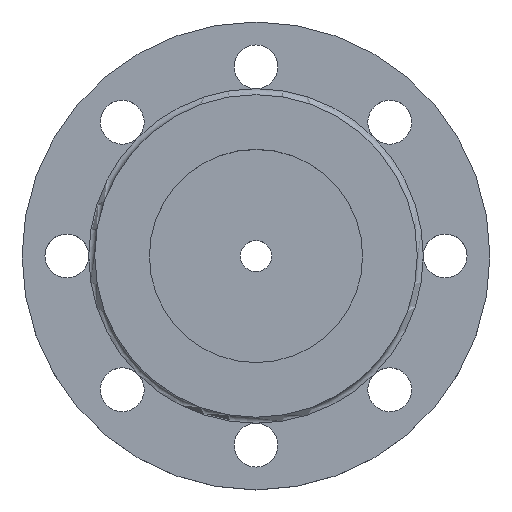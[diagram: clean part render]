
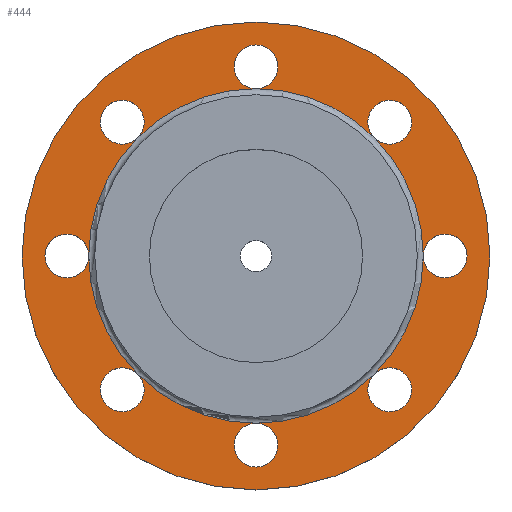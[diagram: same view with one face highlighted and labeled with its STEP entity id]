
A CAD part, top view. The second image highlights one B-rep face of the part: STEP entity #444.
In plain terms, the highlighted planar face has unit normal (0, 0, 1).
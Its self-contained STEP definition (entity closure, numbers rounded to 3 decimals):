
#71=FACE_BOUND('',#117,.T.);
#85=PLANE('',#494);
#92=FACE_OUTER_BOUND('',#116,.T.);
#116=EDGE_LOOP('',(#320));
#117=EDGE_LOOP('',(#321,#322,#323,#324,#325,#326,#327,#328,#329,#330,#331,
#332,#333,#334,#335,#336,#337,#338,#339,#340,#341,#342,#343,#344));
#155=CIRCLE('',#486,84.);
#156=CIRCLE('',#487,84.);
#157=CIRCLE('',#488,84.);
#158=CIRCLE('',#489,84.);
#159=CIRCLE('',#490,84.);
#160=CIRCLE('',#491,84.);
#161=CIRCLE('',#492,84.);
#162=CIRCLE('',#493,84.);
#163=CIRCLE('',#495,117.5);
#164=CIRCLE('',#496,11.);
#165=CIRCLE('',#497,11.);
#166=CIRCLE('',#498,11.);
#167=CIRCLE('',#499,11.);
#168=CIRCLE('',#500,11.);
#169=CIRCLE('',#501,11.);
#170=CIRCLE('',#502,11.);
#171=CIRCLE('',#503,11.);
#172=CIRCLE('',#504,11.);
#173=CIRCLE('',#505,11.);
#174=CIRCLE('',#506,11.);
#175=CIRCLE('',#507,11.);
#176=CIRCLE('',#508,11.);
#177=CIRCLE('',#509,11.);
#178=CIRCLE('',#510,11.);
#179=CIRCLE('',#511,11.);
#204=VERTEX_POINT('',#733);
#205=VERTEX_POINT('',#735);
#206=VERTEX_POINT('',#737);
#207=VERTEX_POINT('',#739);
#208=VERTEX_POINT('',#741);
#209=VERTEX_POINT('',#743);
#210=VERTEX_POINT('',#745);
#211=VERTEX_POINT('',#747);
#212=VERTEX_POINT('',#751);
#213=VERTEX_POINT('',#753);
#214=VERTEX_POINT('',#756);
#215=VERTEX_POINT('',#759);
#216=VERTEX_POINT('',#762);
#217=VERTEX_POINT('',#765);
#218=VERTEX_POINT('',#768);
#219=VERTEX_POINT('',#771);
#220=VERTEX_POINT('',#774);
#245=EDGE_CURVE('',#204,#205,#155,.T.);
#246=EDGE_CURVE('',#205,#206,#156,.T.);
#247=EDGE_CURVE('',#206,#207,#157,.T.);
#248=EDGE_CURVE('',#207,#208,#158,.T.);
#249=EDGE_CURVE('',#208,#209,#159,.T.);
#250=EDGE_CURVE('',#209,#210,#160,.T.);
#251=EDGE_CURVE('',#210,#211,#161,.T.);
#252=EDGE_CURVE('',#211,#204,#162,.T.);
#253=EDGE_CURVE('',#212,#212,#163,.T.);
#254=EDGE_CURVE('',#204,#213,#164,.T.);
#255=EDGE_CURVE('',#213,#204,#165,.T.);
#256=EDGE_CURVE('',#211,#214,#166,.T.);
#257=EDGE_CURVE('',#214,#211,#167,.T.);
#258=EDGE_CURVE('',#210,#215,#168,.T.);
#259=EDGE_CURVE('',#215,#210,#169,.T.);
#260=EDGE_CURVE('',#209,#216,#170,.T.);
#261=EDGE_CURVE('',#216,#209,#171,.T.);
#262=EDGE_CURVE('',#208,#217,#172,.T.);
#263=EDGE_CURVE('',#217,#208,#173,.T.);
#264=EDGE_CURVE('',#207,#218,#174,.T.);
#265=EDGE_CURVE('',#218,#207,#175,.T.);
#266=EDGE_CURVE('',#206,#219,#176,.T.);
#267=EDGE_CURVE('',#219,#206,#177,.T.);
#268=EDGE_CURVE('',#205,#220,#178,.T.);
#269=EDGE_CURVE('',#220,#205,#179,.T.);
#320=ORIENTED_EDGE('',*,*,#253,.F.);
#321=ORIENTED_EDGE('',*,*,#254,.T.);
#322=ORIENTED_EDGE('',*,*,#255,.T.);
#323=ORIENTED_EDGE('',*,*,#252,.F.);
#324=ORIENTED_EDGE('',*,*,#256,.T.);
#325=ORIENTED_EDGE('',*,*,#257,.T.);
#326=ORIENTED_EDGE('',*,*,#251,.F.);
#327=ORIENTED_EDGE('',*,*,#258,.T.);
#328=ORIENTED_EDGE('',*,*,#259,.T.);
#329=ORIENTED_EDGE('',*,*,#250,.F.);
#330=ORIENTED_EDGE('',*,*,#260,.T.);
#331=ORIENTED_EDGE('',*,*,#261,.T.);
#332=ORIENTED_EDGE('',*,*,#249,.F.);
#333=ORIENTED_EDGE('',*,*,#262,.T.);
#334=ORIENTED_EDGE('',*,*,#263,.T.);
#335=ORIENTED_EDGE('',*,*,#248,.F.);
#336=ORIENTED_EDGE('',*,*,#264,.T.);
#337=ORIENTED_EDGE('',*,*,#265,.T.);
#338=ORIENTED_EDGE('',*,*,#247,.F.);
#339=ORIENTED_EDGE('',*,*,#266,.T.);
#340=ORIENTED_EDGE('',*,*,#267,.T.);
#341=ORIENTED_EDGE('',*,*,#246,.F.);
#342=ORIENTED_EDGE('',*,*,#268,.T.);
#343=ORIENTED_EDGE('',*,*,#269,.T.);
#344=ORIENTED_EDGE('',*,*,#245,.F.);
#444=ADVANCED_FACE('',(#92,#71),#85,.T.);
#486=AXIS2_PLACEMENT_3D('',#736,#568,#569);
#487=AXIS2_PLACEMENT_3D('',#738,#570,#571);
#488=AXIS2_PLACEMENT_3D('',#740,#572,#573);
#489=AXIS2_PLACEMENT_3D('',#742,#574,#575);
#490=AXIS2_PLACEMENT_3D('',#744,#576,#577);
#491=AXIS2_PLACEMENT_3D('',#746,#578,#579);
#492=AXIS2_PLACEMENT_3D('',#748,#580,#581);
#493=AXIS2_PLACEMENT_3D('',#749,#582,#583);
#494=AXIS2_PLACEMENT_3D('',#750,#584,#585);
#495=AXIS2_PLACEMENT_3D('',#752,#586,#587);
#496=AXIS2_PLACEMENT_3D('',#754,#588,#589);
#497=AXIS2_PLACEMENT_3D('',#755,#590,#591);
#498=AXIS2_PLACEMENT_3D('',#757,#592,#593);
#499=AXIS2_PLACEMENT_3D('',#758,#594,#595);
#500=AXIS2_PLACEMENT_3D('',#760,#596,#597);
#501=AXIS2_PLACEMENT_3D('',#761,#598,#599);
#502=AXIS2_PLACEMENT_3D('',#763,#600,#601);
#503=AXIS2_PLACEMENT_3D('',#764,#602,#603);
#504=AXIS2_PLACEMENT_3D('',#766,#604,#605);
#505=AXIS2_PLACEMENT_3D('',#767,#606,#607);
#506=AXIS2_PLACEMENT_3D('',#769,#608,#609);
#507=AXIS2_PLACEMENT_3D('',#770,#610,#611);
#508=AXIS2_PLACEMENT_3D('',#772,#612,#613);
#509=AXIS2_PLACEMENT_3D('',#773,#614,#615);
#510=AXIS2_PLACEMENT_3D('',#775,#616,#617);
#511=AXIS2_PLACEMENT_3D('',#776,#618,#619);
#568=DIRECTION('center_axis',(0.,0.,1.));
#569=DIRECTION('ref_axis',(0.,-1.,0.));
#570=DIRECTION('center_axis',(0.,0.,1.));
#571=DIRECTION('ref_axis',(0.,-1.,0.));
#572=DIRECTION('center_axis',(0.,0.,1.));
#573=DIRECTION('ref_axis',(0.,-1.,0.));
#574=DIRECTION('center_axis',(0.,0.,1.));
#575=DIRECTION('ref_axis',(0.,-1.,0.));
#576=DIRECTION('center_axis',(0.,0.,1.));
#577=DIRECTION('ref_axis',(0.,-1.,0.));
#578=DIRECTION('center_axis',(0.,0.,1.));
#579=DIRECTION('ref_axis',(0.,-1.,0.));
#580=DIRECTION('center_axis',(0.,0.,1.));
#581=DIRECTION('ref_axis',(0.,-1.,0.));
#582=DIRECTION('center_axis',(0.,0.,1.));
#583=DIRECTION('ref_axis',(0.,-1.,0.));
#584=DIRECTION('center_axis',(0.,0.,1.));
#585=DIRECTION('ref_axis',(1.,0.,0.));
#586=DIRECTION('center_axis',(0.,0.,-1.));
#587=DIRECTION('ref_axis',(1.,0.,0.));
#588=DIRECTION('center_axis',(0.,0.,-1.));
#589=DIRECTION('ref_axis',(0.,-1.,0.));
#590=DIRECTION('center_axis',(0.,0.,-1.));
#591=DIRECTION('ref_axis',(0.,-1.,0.));
#592=DIRECTION('center_axis',(0.,0.,-1.));
#593=DIRECTION('ref_axis',(-0.707,-0.707,0.));
#594=DIRECTION('center_axis',(0.,0.,-1.));
#595=DIRECTION('ref_axis',(-0.707,-0.707,0.));
#596=DIRECTION('center_axis',(0.,0.,-1.));
#597=DIRECTION('ref_axis',(-1.,0.,0.));
#598=DIRECTION('center_axis',(0.,0.,-1.));
#599=DIRECTION('ref_axis',(-1.,0.,0.));
#600=DIRECTION('center_axis',(0.,0.,-1.));
#601=DIRECTION('ref_axis',(-0.707,0.707,0.));
#602=DIRECTION('center_axis',(0.,0.,-1.));
#603=DIRECTION('ref_axis',(-0.707,0.707,0.));
#604=DIRECTION('center_axis',(0.,0.,-1.));
#605=DIRECTION('ref_axis',(0.,1.,0.));
#606=DIRECTION('center_axis',(0.,0.,-1.));
#607=DIRECTION('ref_axis',(0.,1.,0.));
#608=DIRECTION('center_axis',(0.,0.,-1.));
#609=DIRECTION('ref_axis',(0.707,0.707,0.));
#610=DIRECTION('center_axis',(0.,0.,-1.));
#611=DIRECTION('ref_axis',(0.707,0.707,0.));
#612=DIRECTION('center_axis',(0.,0.,-1.));
#613=DIRECTION('ref_axis',(1.,0.,0.));
#614=DIRECTION('center_axis',(0.,0.,-1.));
#615=DIRECTION('ref_axis',(1.,0.,0.));
#616=DIRECTION('center_axis',(0.,0.,-1.));
#617=DIRECTION('ref_axis',(0.707,-0.707,0.));
#618=DIRECTION('center_axis',(0.,0.,-1.));
#619=DIRECTION('ref_axis',(0.707,-0.707,0.));
#733=CARTESIAN_POINT('',(84.,0.,-3.));
#735=CARTESIAN_POINT('',(59.397,59.397,-3.));
#736=CARTESIAN_POINT('Origin',(0.,0.,-3.));
#737=CARTESIAN_POINT('',(0.,84.,-3.));
#738=CARTESIAN_POINT('Origin',(0.,0.,-3.));
#739=CARTESIAN_POINT('',(-59.397,59.397,-3.));
#740=CARTESIAN_POINT('Origin',(0.,0.,-3.));
#741=CARTESIAN_POINT('',(-84.,0.,-3.));
#742=CARTESIAN_POINT('Origin',(0.,0.,-3.));
#743=CARTESIAN_POINT('',(-59.397,-59.397,-3.));
#744=CARTESIAN_POINT('Origin',(0.,0.,-3.));
#745=CARTESIAN_POINT('',(0.,-84.,-3.));
#746=CARTESIAN_POINT('Origin',(0.,0.,-3.));
#747=CARTESIAN_POINT('',(59.397,-59.397,-3.));
#748=CARTESIAN_POINT('Origin',(0.,0.,-3.));
#749=CARTESIAN_POINT('Origin',(0.,0.,-3.));
#750=CARTESIAN_POINT('Origin',(0.,117.5,-3.));
#751=CARTESIAN_POINT('',(0.,-117.5,-3.));
#752=CARTESIAN_POINT('Origin',(0.,0.,-3.));
#753=CARTESIAN_POINT('',(95.,11.,-3.));
#754=CARTESIAN_POINT('Origin',(95.,0.,-3.));
#755=CARTESIAN_POINT('Origin',(95.,0.,-3.));
#756=CARTESIAN_POINT('',(74.953,-59.397,-3.));
#757=CARTESIAN_POINT('Origin',(67.175,-67.175,-3.));
#758=CARTESIAN_POINT('Origin',(67.175,-67.175,-3.));
#759=CARTESIAN_POINT('',(11.,-95.,-3.));
#760=CARTESIAN_POINT('Origin',(0.,-95.,-3.));
#761=CARTESIAN_POINT('Origin',(0.,-95.,-3.));
#762=CARTESIAN_POINT('',(-59.397,-74.953,-3.));
#763=CARTESIAN_POINT('Origin',(-67.175,-67.175,-3.));
#764=CARTESIAN_POINT('Origin',(-67.175,-67.175,-3.));
#765=CARTESIAN_POINT('',(-95.,-11.,-3.));
#766=CARTESIAN_POINT('Origin',(-95.,0.,-3.));
#767=CARTESIAN_POINT('Origin',(-95.,0.,-3.));
#768=CARTESIAN_POINT('',(-74.953,59.397,-3.));
#769=CARTESIAN_POINT('Origin',(-67.175,67.175,-3.));
#770=CARTESIAN_POINT('Origin',(-67.175,67.175,-3.));
#771=CARTESIAN_POINT('',(-11.,95.,-3.));
#772=CARTESIAN_POINT('Origin',(0.,95.,-3.));
#773=CARTESIAN_POINT('Origin',(0.,95.,-3.));
#774=CARTESIAN_POINT('',(59.397,74.953,-3.));
#775=CARTESIAN_POINT('Origin',(67.175,67.175,-3.));
#776=CARTESIAN_POINT('Origin',(67.175,67.175,-3.));
